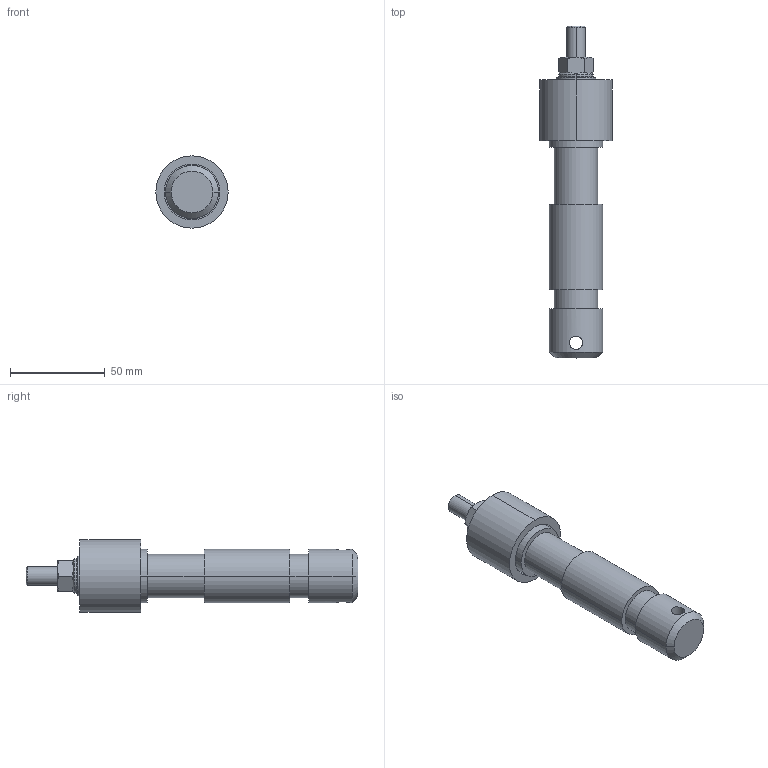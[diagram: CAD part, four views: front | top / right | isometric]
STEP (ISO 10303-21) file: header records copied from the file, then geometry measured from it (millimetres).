
FILE_DESCRIPTION (( 'STEP AP203' ), '1' );
FILE_NAME ('T73000.STEP', '2018-08-23T07:00:42', ( '' ), ( '' ), 'SwSTEP 2.0', 'SolidWorks 2016', '' );
FILE_SCHEMA (( 'CONFIG_CONTROL_DESIGN' ));
Length unit declared in the file: millimetre
Products named in the file (6): Hex Nut Style 1 GradeAB_Doughty Fastners_Hexagon Nut ISO - 4032 - M10 - D - S; T73102; Single Coil Rectangular Section Spring Washer_Doughty Fastners_Rectangular section spring washer BS 4464 - 10 (Type B); B Washer_Bright washer BS 4320 - M10 (Form B); T73000; TH1229
Assembly tree (5 placements, depth 2):
  T73000
    TH1229
    Hex Nut Style 1 GradeAB_Doughty Fastners_Hexagon Nut ISO - 4032 - M10 - D - S
    B Washer_Bright washer BS 4320 - M10 (Form B)
    Single Coil Rectangular Section Spring Washer_Doughty Fastners_Rectangular section spring washer BS 4464 - 10 (Type B)
    T73102
Bounding box: 38.1 x 175 x 38.1 mm (x, y, z)
Volume: 99964.9 mm3; surface area: 25899.3 mm2
Topology: 5 solids, 5 shells, 112 faces, 232 edges, 136 vertices
Faces by surface type: cone 44, cylinder 40, plane 24, torus 4
Entity records: 3832 total; most frequent: CARTESIAN_POINT 804, DIRECTION 548, ORIENTED_EDGE 464, AXIS2_PLACEMENT_3D 232, EDGE_CURVE 232, VERTEX_POINT 136, EDGE_LOOP 126, CIRCLE 112
